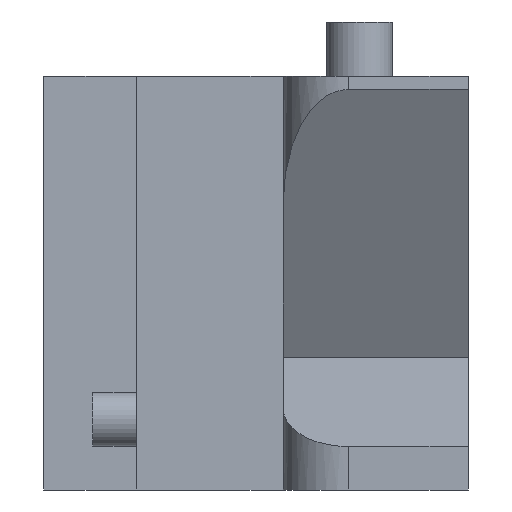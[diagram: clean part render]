
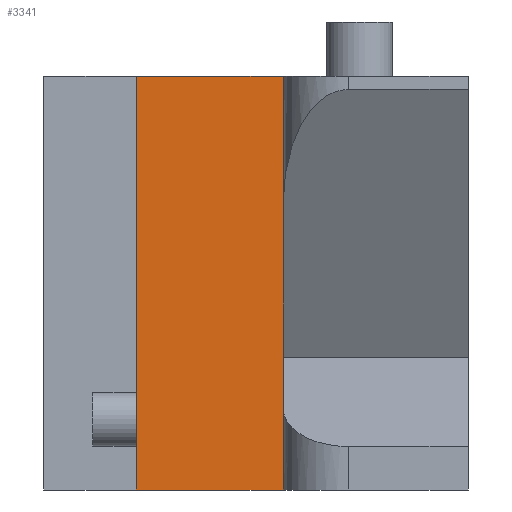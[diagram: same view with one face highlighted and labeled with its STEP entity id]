
A CAD part, left-side view. The second image highlights one B-rep face of the part: STEP entity #3341.
In plain terms, the highlighted planar face has unit normal (-1, 0, 0).
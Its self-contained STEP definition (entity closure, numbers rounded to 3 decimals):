
#1498=CARTESIAN_POINT('',(-26.5,-1.5,0.0));
#1499=VERTEX_POINT('',#1498);
#1506=CARTESIAN_POINT('',(-26.5,-1.5,-19.0));
#1507=VERTEX_POINT('',#1506);
#1508=CARTESIAN_POINT('',(-26.5,-1.5,0.0));
#1509=DIRECTION('',(0.0,0.0,-1.0));
#1510=VECTOR('',#1509,19.0);
#1511=LINE('',#1508,#1510);
#1512=EDGE_CURVE('',#1499,#1507,#1511,.T.);
#3288=CARTESIAN_POINT('',(-26.5,5.25,-19.0));
#3289=VERTEX_POINT('',#3288);
#3296=CARTESIAN_POINT('',(-26.5,5.25,0.0));
#3297=VERTEX_POINT('',#3296);
#3298=CARTESIAN_POINT('',(-26.5,5.25,0.0));
#3299=DIRECTION('',(0.0,0.0,-1.0));
#3300=VECTOR('',#3299,19.0);
#3301=LINE('',#3298,#3300);
#3302=EDGE_CURVE('',#3297,#3289,#3301,.T.);
#3320=CARTESIAN_POINT('',(-26.5,5.25,0.0));
#3321=DIRECTION('',(-1.0,0.0,0.0));
#3322=DIRECTION('',(0.0,0.0,1.0));
#3323=AXIS2_PLACEMENT_3D('',#3320,#3321,#3322);
#3324=PLANE('',#3323);
#3325=CARTESIAN_POINT('',(-26.5,5.25,-19.0));
#3326=DIRECTION('',(0.0,-1.0,0.0));
#3327=VECTOR('',#3326,6.75);
#3328=LINE('',#3325,#3327);
#3329=EDGE_CURVE('',#3289,#1507,#3328,.T.);
#3330=ORIENTED_EDGE('',*,*,#3329,.T.);
#3331=ORIENTED_EDGE('',*,*,#1512,.F.);
#3332=CARTESIAN_POINT('',(-26.5,5.25,0.0));
#3333=DIRECTION('',(0.0,-1.0,0.0));
#3334=VECTOR('',#3333,6.75);
#3335=LINE('',#3332,#3334);
#3336=EDGE_CURVE('',#3297,#1499,#3335,.T.);
#3337=ORIENTED_EDGE('',*,*,#3336,.F.);
#3338=ORIENTED_EDGE('',*,*,#3302,.T.);
#3339=EDGE_LOOP('',(#3330,#3331,#3337,#3338));
#3340=FACE_OUTER_BOUND('',#3339,.T.);
#3341=ADVANCED_FACE('',(#3340),#3324,.T.);
